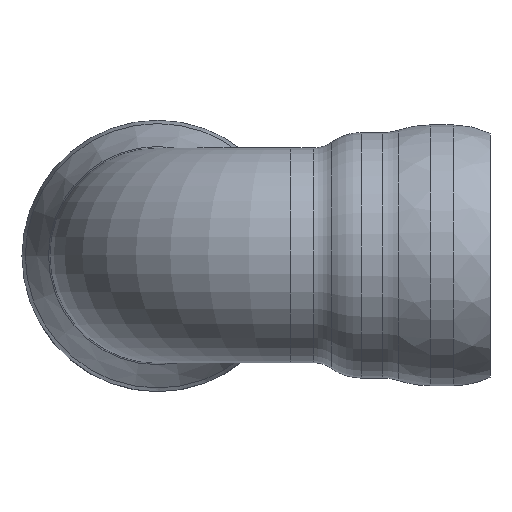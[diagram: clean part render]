
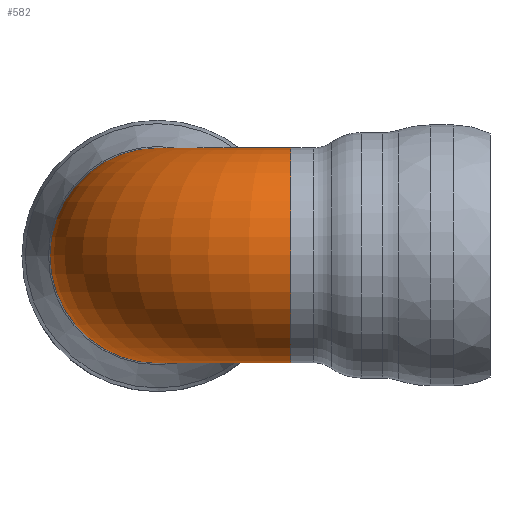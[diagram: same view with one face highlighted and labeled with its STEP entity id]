
A CAD part, top view. The second image highlights one B-rep face of the part: STEP entity #582.
In plain terms, the highlighted toroidal (fillet/blend) face has major radius 260 mm and minor radius 210 mm.
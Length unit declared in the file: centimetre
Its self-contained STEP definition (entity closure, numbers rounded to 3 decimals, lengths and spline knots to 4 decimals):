
#36=TOROIDAL_SURFACE('',#706,26.,21.);
#72=FACE_OUTER_BOUND('',#109,.T.);
#109=EDGE_LOOP('',(#463,#464,#465,#466));
#131=CIRCLE('',#653,21.);
#168=CIRCLE('',#702,21.);
#171=CIRCLE('',#707,5.);
#211=VERTEX_POINT('',#1018);
#238=VERTEX_POINT('',#1208);
#273=EDGE_CURVE('',#211,#211,#131,.T.);
#316=EDGE_CURVE('',#238,#238,#168,.T.);
#319=EDGE_CURVE('',#211,#238,#171,.T.);
#463=ORIENTED_EDGE('',*,*,#273,.F.);
#464=ORIENTED_EDGE('',*,*,#319,.T.);
#465=ORIENTED_EDGE('',*,*,#316,.T.);
#466=ORIENTED_EDGE('',*,*,#319,.F.);
#582=ADVANCED_FACE('',(#72),#36,.T.);
#653=AXIS2_PLACEMENT_3D('',#1019,#776,#777);
#702=AXIS2_PLACEMENT_3D('',#1209,#880,#881);
#706=AXIS2_PLACEMENT_3D('',#1214,#888,#889);
#707=AXIS2_PLACEMENT_3D('',#1215,#890,#891);
#776=DIRECTION('center_axis',(1.,0.,0.));
#777=DIRECTION('ref_axis',(0.,1.,0.));
#880=DIRECTION('center_axis',(0.,0.,1.));
#881=DIRECTION('ref_axis',(-1.,0.,0.));
#888=DIRECTION('center_axis',(0.,1.,0.));
#889=DIRECTION('ref_axis',(0.,0.,1.));
#890=DIRECTION('center_axis',(0.,-1.,0.));
#891=DIRECTION('ref_axis',(0.,0.,1.));
#1018=CARTESIAN_POINT('',(26.,0.,79.));
#1019=CARTESIAN_POINT('Origin',(26.,0.,100.));
#1208=CARTESIAN_POINT('',(21.,0.,74.));
#1209=CARTESIAN_POINT('Origin',(0.,0.,
74.));
#1214=CARTESIAN_POINT('Origin',(26.,0.,74.));
#1215=CARTESIAN_POINT('Origin',(26.,0.,74.));
